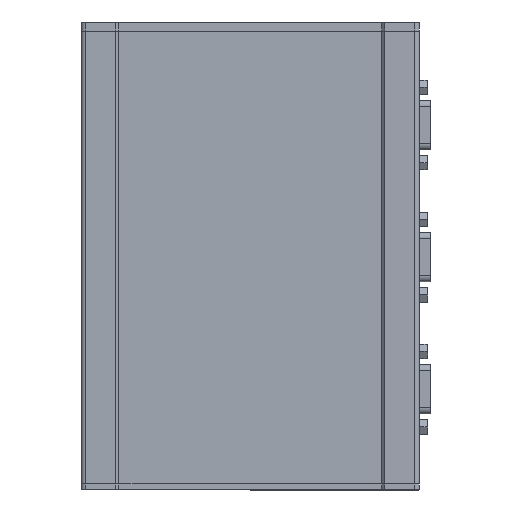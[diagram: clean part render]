
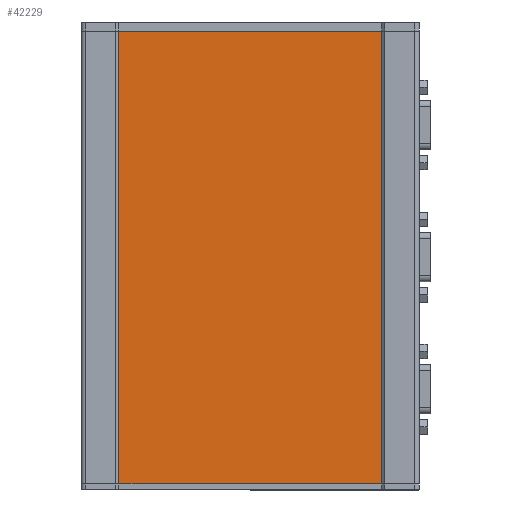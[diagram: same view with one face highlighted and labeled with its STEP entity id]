
A CAD part, front view. The second image highlights one B-rep face of the part: STEP entity #42229.
In plain terms, the highlighted planar face has unit normal (0, -1, 0).
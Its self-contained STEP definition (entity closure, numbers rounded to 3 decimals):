
#1009 = AXIS2_PLACEMENT_3D ( 'NONE', #33260, #25734, #81728 ) ;
#1423 = VERTEX_POINT ( 'NONE', #77165 ) ;
#5188 = EDGE_CURVE ( 'NONE', #25110, #60985, #38026, .T. ) ;
#6794 = ORIENTED_EDGE ( 'NONE', *, *, #36613, .F. ) ;
#7063 = CARTESIAN_POINT ( 'NONE',  ( -58.273, -2.68, 0. ) ) ;
#16679 = VECTOR ( 'NONE', #48730, 1000. ) ;
#17803 = CARTESIAN_POINT ( 'NONE',  ( -58.273, -2.68, 150. ) ) ;
#20452 = DIRECTION ( 'NONE',  ( 0., 0., -1. ) ) ;
#20700 = FACE_OUTER_BOUND ( 'NONE', #82877, .T. ) ;
#25110 = VERTEX_POINT ( 'NONE', #53000 ) ;
#25734 = DIRECTION ( 'NONE',  ( 0., 1., 0. ) ) ;
#29318 = ORIENTED_EDGE ( 'NONE', *, *, #5188, .T. ) ;
#31723 = VERTEX_POINT ( 'NONE', #43880 ) ;
#33260 = CARTESIAN_POINT ( 'NONE',  ( -58.273, -2.68, 150. ) ) ;
#33664 = VECTOR ( 'NONE', #86228, 1000. ) ;
#36613 = EDGE_CURVE ( 'NONE', #31723, #1423, #73776, .T. ) ;
#38026 = LINE ( 'NONE', #51715, #33664 ) ;
#38311 = LINE ( 'NONE', #84152, #16679 ) ;
#42229 = ADVANCED_FACE ( 'NONE', ( #20700 ), #53346, .F. ) ;
#43880 = CARTESIAN_POINT ( 'NONE',  ( 28.719, -2.68, 150. ) ) ;
#48730 = DIRECTION ( 'NONE',  ( 1., 0., 0. ) ) ;
#51309 = LINE ( 'NONE', #17803, #53508 ) ;
#51715 = CARTESIAN_POINT ( 'NONE',  ( -58.273, -2.68, 150. ) ) ;
#53000 = CARTESIAN_POINT ( 'NONE',  ( -58.273, -2.68, 150. ) ) ;
#53346 = PLANE ( 'NONE',  #1009 ) ;
#53508 = VECTOR ( 'NONE', #59052, 1000. ) ;
#57918 = EDGE_CURVE ( 'NONE', #60985, #1423, #38311, .T. ) ;
#59052 = DIRECTION ( 'NONE',  ( 1., 0., 0. ) ) ;
#60985 = VERTEX_POINT ( 'NONE', #7063 ) ;
#61630 = CARTESIAN_POINT ( 'NONE',  ( 28.719, -2.68, 150. ) ) ;
#64921 = EDGE_CURVE ( 'NONE', #25110, #31723, #51309, .T. ) ;
#65671 = ORIENTED_EDGE ( 'NONE', *, *, #64921, .F. ) ;
#69415 = VECTOR ( 'NONE', #20452, 1000. ) ;
#73776 = LINE ( 'NONE', #61630, #69415 ) ;
#77165 = CARTESIAN_POINT ( 'NONE',  ( 28.719, -2.68, 0. ) ) ;
#78478 = ORIENTED_EDGE ( 'NONE', *, *, #57918, .T. ) ;
#81728 = DIRECTION ( 'NONE',  ( 0., 0., 1. ) ) ;
#82877 = EDGE_LOOP ( 'NONE', ( #78478, #6794, #65671, #29318 ) ) ;
#84152 = CARTESIAN_POINT ( 'NONE',  ( -58.273, -2.68, 0. ) ) ;
#86228 = DIRECTION ( 'NONE',  ( 0., 0., -1. ) ) ;
